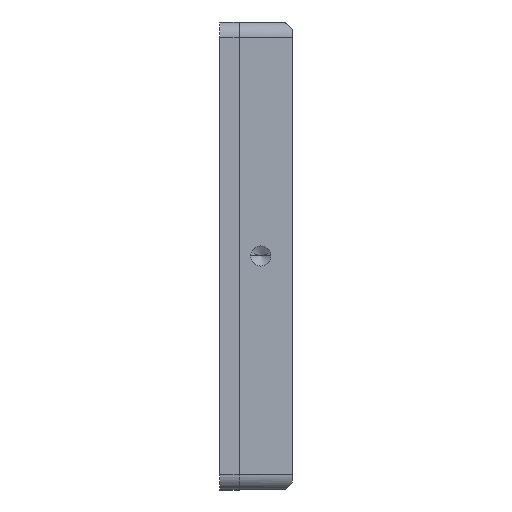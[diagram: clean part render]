
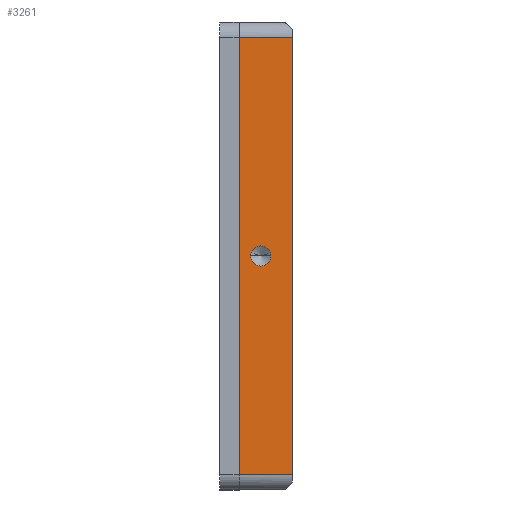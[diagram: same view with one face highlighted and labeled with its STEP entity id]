
A CAD part, left-side view. The second image highlights one B-rep face of the part: STEP entity #3261.
In plain terms, the highlighted planar face has unit normal (-1, 0, 0).
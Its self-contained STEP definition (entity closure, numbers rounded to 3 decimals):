
#6 = VERTEX_POINT ( 'NONE', #272 ) ;
#60 = DIRECTION ( 'NONE',  ( 0., -1., 0. ) ) ;
#86 = VERTEX_POINT ( 'NONE', #1547 ) ;
#111 = EDGE_LOOP ( 'NONE', ( #540, #308, #709, #1588 ) ) ;
#168 = EDGE_CURVE ( 'NONE', #2778, #3245, #2727, .T. ) ;
#272 = CARTESIAN_POINT ( 'NONE',  ( -198.45, 0., 8.6 ) ) ;
#302 = CARTESIAN_POINT ( 'NONE',  ( -198.45, 0., 4.4 ) ) ;
#308 = ORIENTED_EDGE ( 'NONE', *, *, #621, .T. ) ;
#461 = AXIS2_PLACEMENT_3D ( 'NONE', #1999, #2770, #468 ) ;
#468 = DIRECTION ( 'NONE',  ( 0., 0., 1. ) ) ;
#540 = ORIENTED_EDGE ( 'NONE', *, *, #2793, .F. ) ;
#557 = DIRECTION ( 'NONE',  ( 0., 0., -1. ) ) ;
#621 = EDGE_CURVE ( 'NONE', #1067, #86, #2654, .T. ) ;
#630 = CARTESIAN_POINT ( 'NONE',  ( -198.45, -45.275, 11. ) ) ;
#709 = ORIENTED_EDGE ( 'NONE', *, *, #2308, .T. ) ;
#751 = EDGE_CURVE ( 'NONE', #861, #6, #1913, .T. ) ;
#786 = VECTOR ( 'NONE', #2672, 1000. ) ;
#803 = CARTESIAN_POINT ( 'NONE',  ( -198.45, 0., 6.5 ) ) ;
#807 = CARTESIAN_POINT ( 'NONE',  ( -198.45, -45.275, 11. ) ) ;
#861 = VERTEX_POINT ( 'NONE', #302 ) ;
#897 = ORIENTED_EDGE ( 'NONE', *, *, #1211, .F. ) ;
#980 = AXIS2_PLACEMENT_3D ( 'NONE', #803, #1563, #2595 ) ;
#1042 = LINE ( 'NONE', #2052, #2650 ) ;
#1067 = VERTEX_POINT ( 'NONE', #1415 ) ;
#1070 = PLANE ( 'NONE',  #1679 ) ;
#1140 = VECTOR ( 'NONE', #2859, 1000. ) ;
#1211 = EDGE_CURVE ( 'NONE', #6, #861, #3136, .T. ) ;
#1402 = ORIENTED_EDGE ( 'NONE', *, *, #751, .F. ) ;
#1415 = CARTESIAN_POINT ( 'NONE',  ( -198.45, 45.275, 11. ) ) ;
#1547 = CARTESIAN_POINT ( 'NONE',  ( -198.45, 45.275, 0. ) ) ;
#1563 = DIRECTION ( 'NONE',  ( -1., 0., 0. ) ) ;
#1588 = ORIENTED_EDGE ( 'NONE', *, *, #168, .T. ) ;
#1654 = CARTESIAN_POINT ( 'NONE',  ( -198.45, 45.275, 11. ) ) ;
#1679 = AXIS2_PLACEMENT_3D ( 'NONE', #2603, #2836, #557 ) ;
#1838 = LINE ( 'NONE', #2076, #1140 ) ;
#1865 = FACE_BOUND ( 'NONE', #2271, .T. ) ;
#1913 = CIRCLE ( 'NONE', #461, 2.1 ) ;
#1999 = CARTESIAN_POINT ( 'NONE',  ( -198.45, 0., 6.5 ) ) ;
#2052 = CARTESIAN_POINT ( 'NONE',  ( -198.45, -48.45, 0. ) ) ;
#2076 = CARTESIAN_POINT ( 'NONE',  ( -198.45, -48.45, 11. ) ) ;
#2271 = EDGE_LOOP ( 'NONE', ( #897, #1402 ) ) ;
#2308 = EDGE_CURVE ( 'NONE', #86, #2778, #1042, .T. ) ;
#2354 = FACE_OUTER_BOUND ( 'NONE', #111, .T. ) ;
#2595 = DIRECTION ( 'NONE',  ( 0., 0., 1. ) ) ;
#2603 = CARTESIAN_POINT ( 'NONE',  ( -198.45, -48.45, 11. ) ) ;
#2650 = VECTOR ( 'NONE', #60, 1000. ) ;
#2654 = LINE ( 'NONE', #1654, #2928 ) ;
#2672 = DIRECTION ( 'NONE',  ( 0., 0., 1. ) ) ;
#2727 = LINE ( 'NONE', #630, #786 ) ;
#2770 = DIRECTION ( 'NONE',  ( -1., 0., 0. ) ) ;
#2778 = VERTEX_POINT ( 'NONE', #3117 ) ;
#2793 = EDGE_CURVE ( 'NONE', #1067, #3245, #1838, .T. ) ;
#2836 = DIRECTION ( 'NONE',  ( 1., 0., 0. ) ) ;
#2859 = DIRECTION ( 'NONE',  ( 0., -1., 0. ) ) ;
#2928 = VECTOR ( 'NONE', #3174, 1000. ) ;
#3117 = CARTESIAN_POINT ( 'NONE',  ( -198.45, -45.275, 0. ) ) ;
#3136 = CIRCLE ( 'NONE', #980, 2.1 ) ;
#3174 = DIRECTION ( 'NONE',  ( 0., 0., -1. ) ) ;
#3245 = VERTEX_POINT ( 'NONE', #807 ) ;
#3261 = ADVANCED_FACE ( 'NONE', ( #1865, #2354 ), #1070, .F. ) ;
